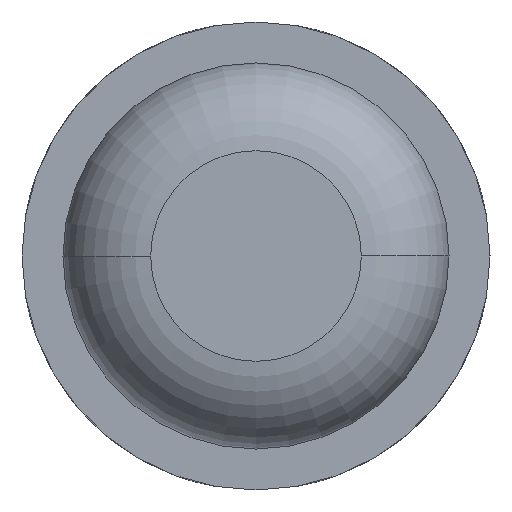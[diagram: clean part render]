
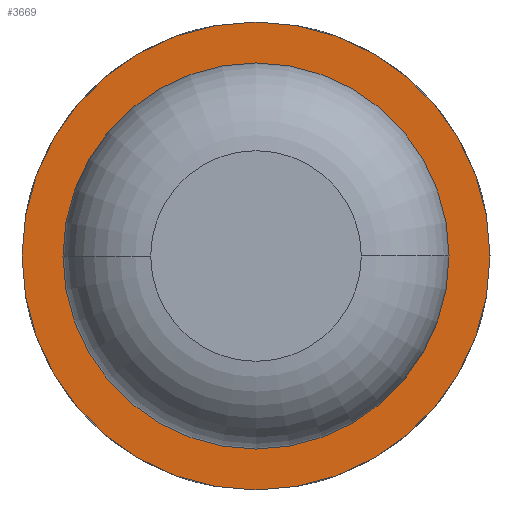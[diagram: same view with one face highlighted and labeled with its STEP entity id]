
A CAD part, front view. The second image highlights one B-rep face of the part: STEP entity #3669.
In plain terms, the highlighted planar face has unit normal (0, -1, 0).
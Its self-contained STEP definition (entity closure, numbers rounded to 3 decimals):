
#126 = CARTESIAN_POINT ( 'NONE',  ( 0., -7., 0. ) ) ;
#243 = DIRECTION ( 'NONE',  ( -1., 0., 0. ) ) ;
#558 = CARTESIAN_POINT ( 'NONE',  ( 1., -7., 0. ) ) ;
#656 = EDGE_LOOP ( 'NONE', ( #1437, #1074 ) ) ;
#971 = DIRECTION ( 'NONE',  ( -1., 0., 0. ) ) ;
#988 = EDGE_CURVE ( 'Defeature ausgef�hrt1_5+Defeature ausgef�hrt1_0+Defeature ausgef�hrt1_0+Defeature ausgef�hrt1_0', #2725, #3739, #1626, .T. ) ;
#1074 = ORIENTED_EDGE ( 'NONE', *, *, #4288, .T. ) ;
#1075 = FACE_BOUND ( 'NONE', #656, .T. ) ;
#1211 = FACE_OUTER_BOUND ( 'NONE', #3611, .T. ) ;
#1378 = AXIS2_PLACEMENT_3D ( 'NONE', #1532, #4508, #1963 ) ;
#1405 = DIRECTION ( 'NONE',  ( 0., 1., 0. ) ) ;
#1413 = CIRCLE ( 'NONE', #1902, 0.825 ) ;
#1437 = ORIENTED_EDGE ( 'NONE', *, *, #988, .T. ) ;
#1532 = CARTESIAN_POINT ( 'NONE',  ( 0., -7., 0. ) ) ;
#1615 = CIRCLE ( 'NONE', #1378, 1. ) ;
#1626 = CIRCLE ( 'NONE', #2286, 0.825 ) ;
#1781 = EDGE_CURVE ( 'Defeature ausgef�hrt1_6+Defeature ausgef�hrt1_5+Defeature ausgef�hrt1_5+Defeature ausgef�hrt1_5', #5018, #4159, #2011, .T. ) ;
#1902 = AXIS2_PLACEMENT_3D ( 'NONE', #5035, #1971, #243 ) ;
#1963 = DIRECTION ( 'NONE',  ( -1., 0., 0. ) ) ;
#1971 = DIRECTION ( 'NONE',  ( 0., 1., 0. ) ) ;
#2011 = CIRCLE ( 'NONE', #2992, 1. ) ;
#2286 = AXIS2_PLACEMENT_3D ( 'NONE', #126, #2747, #2305 ) ;
#2305 = DIRECTION ( 'NONE',  ( -1., 0., 0. ) ) ;
#2315 = DIRECTION ( 'NONE',  ( 0., 1., 0. ) ) ;
#2363 = CARTESIAN_POINT ( 'NONE',  ( 0.825, -7., 0. ) ) ;
#2725 = VERTEX_POINT ( 'NONE', #4711 ) ;
#2747 = DIRECTION ( 'NONE',  ( 0., 1., 0. ) ) ;
#2992 = AXIS2_PLACEMENT_3D ( 'NONE', #3991, #1405, #971 ) ;
#2995 = EDGE_CURVE ( 'Defeature ausgef�hrt1_6+Defeature ausgef�hrt1_5+Defeature ausgef�hrt1_5+Defeature ausgef�hrt1_5', #4159, #5018, #1615, .T. ) ;
#3153 = CARTESIAN_POINT ( 'NONE',  ( 0.825, -7., 0. ) ) ;
#3546 = AXIS2_PLACEMENT_3D ( 'NONE', #2363, #2315, #5300 ) ;
#3590 = PLANE ( 'NONE',  #3546 ) ;
#3611 = EDGE_LOOP ( 'NONE', ( #5049, #5491 ) ) ;
#3669 = ADVANCED_FACE ( 'Defeature ausgef�hrt1_5', ( #1211, #1075 ), #3590, .F. ) ;
#3739 = VERTEX_POINT ( 'NONE', #3153 ) ;
#3991 = CARTESIAN_POINT ( 'NONE',  ( 0., -7., 0. ) ) ;
#4159 = VERTEX_POINT ( 'NONE', #4369 ) ;
#4288 = EDGE_CURVE ( 'Defeature ausgef�hrt1_5+Defeature ausgef�hrt1_0+Defeature ausgef�hrt1_0+Defeature ausgef�hrt1_0', #3739, #2725, #1413, .T. ) ;
#4369 = CARTESIAN_POINT ( 'NONE',  ( -1., -7., 0. ) ) ;
#4508 = DIRECTION ( 'NONE',  ( 0., 1., 0. ) ) ;
#4711 = CARTESIAN_POINT ( 'NONE',  ( -0.825, -7., 0. ) ) ;
#5018 = VERTEX_POINT ( 'NONE', #558 ) ;
#5035 = CARTESIAN_POINT ( 'NONE',  ( 0., -7., 0. ) ) ;
#5049 = ORIENTED_EDGE ( 'NONE', *, *, #2995, .F. ) ;
#5300 = DIRECTION ( 'NONE',  ( -1., 0., 0. ) ) ;
#5491 = ORIENTED_EDGE ( 'NONE', *, *, #1781, .F. ) ;
